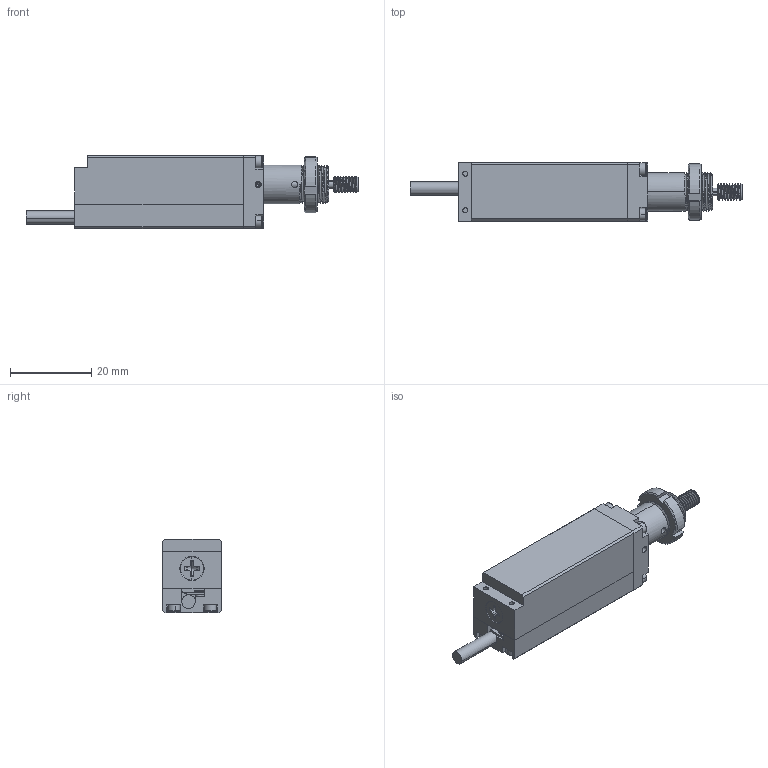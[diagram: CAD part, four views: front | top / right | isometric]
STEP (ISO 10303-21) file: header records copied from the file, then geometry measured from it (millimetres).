
FILE_DESCRIPTION (( 'STEP AP214' ), '1' );
FILE_NAME ('MP-15- 31310.STEP', '2020-02-26T21:53:03', ( '' ), ( '' ), 'SwSTEP 2.0', 'SolidWorks 2018', '' );
FILE_SCHEMA (( 'AUTOMOTIVE_DESIGN' ));
Length unit declared in the file: millimetre
Products named in the file (19): MP-15VC Electronics Cover Subassembly; SCREW, SHCS-S, M-DIN_M1.6 x 0.35 x 08mm; Cable; 431147 Actuator, 12mm, 0.5in Voice Coil, Side Cover; MP-15- 31310; 430522 MP-21, Retaining Nut 3,8-40 Thread; SCREW, MS-PPH, M-JCIS_M1.6 x 0.35 x 3mm; 431129 ML System, MP-21 M4 Thread Stopper; 93085A106_18-8 SS 100 DEG FLAT HEAD PHIL MACHINE SCREW_93085A106; 431146 Actuator, 12mm, 0.5in Voice Coil, Housing; Voice Coil Housing_LVCM-013-019-02; Spline, Cut, MP-21_32.5mm; 431145 Actuator, 12mm, 0.5in Voice Coil, Front Plate_MP-21 Style; Bearing, Spline Bushing, MP-21; 110145 Motor, Voice Coil, Moticont, LVCM-013, Motor Assembly_LVCM-013-019-02; SCREW, SHCS-S, M-DIN_M1.6 x 0.35 x 06mm; Cable Clamp; Set Screw, Cup-H, E-ASME_E1-72 x 1''16; Voice Coil Forcer_LVCM-013-019-02
Assembly tree (24 placements, depth 3):
  MP-15- 31310
    110145 Motor, Voice Coil, Moticont, LVCM-013, Motor Assembly_LVCM-013-019-02
      Voice Coil Forcer_LVCM-013-019-02
      Voice Coil Housing_LVCM-013-019-02
    Bearing, Spline Bushing, MP-21
    Spline, Cut, MP-21_32.5mm
    431146 Actuator, 12mm, 0.5in Voice Coil, Housing
    431145 Actuator, 12mm, 0.5in Voice Coil, Front Plate_MP-21 Style
    SCREW, SHCS-S, M-DIN_M1.6 x 0.35 x 06mm  x4
    SCREW, SHCS-S, M-DIN_M1.6 x 0.35 x 08mm  x2
    431129 ML System, MP-21 M4 Thread Stopper
    430522 MP-21, Retaining Nut 3,8-40 Thread
    MP-15VC Electronics Cover Subassembly
      431147 Actuator, 12mm, 0.5in Voice Coil, Side Cover
      Cable
      Cable Clamp  x2
      SCREW, MS-PPH, M-JCIS_M1.6 x 0.35 x 3mm  x2
    93085A106_18-8 SS 100 DEG FLAT HEAD PHIL MACHINE SCREW_93085A106
    Set Screw, Cup-H, E-ASME_E1-72 x 1''16
Bounding box: 81.6 x 14.3 x 18 mm (x, y, z)
Volume: 8988.9 mm3; surface area: 12065.8 mm2
Topology: 22 solids, 22 shells, 688 faces, 1661 edges, 1030 vertices
Faces by surface type: plane 264, cylinder 233, cone 122, torus 60, bspline 7, sphere 2
Entity records: 21854 total; most frequent: CARTESIAN_POINT 7195, ORIENTED_EDGE 2730, DIRECTION 2632, EDGE_CURVE 1365, AXIS2_PLACEMENT_3D 969, VERTEX_POINT 868, VECTOR 694, LINE 694
